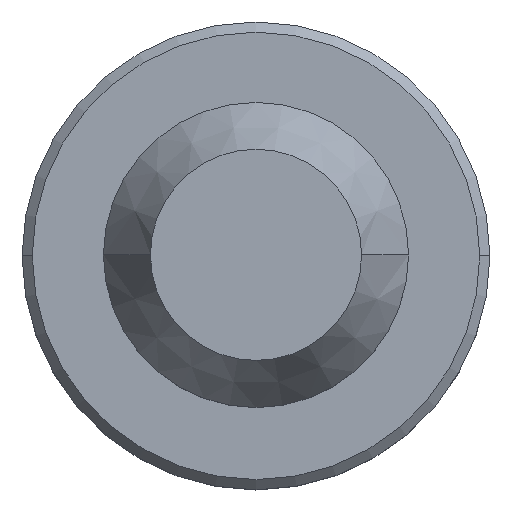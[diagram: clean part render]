
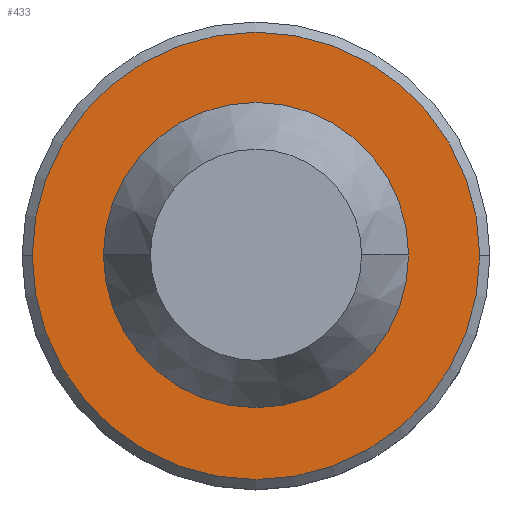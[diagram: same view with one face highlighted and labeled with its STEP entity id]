
A CAD part, top view. The second image highlights one B-rep face of the part: STEP entity #433.
In plain terms, the highlighted planar face has unit normal (0, 0, 1).
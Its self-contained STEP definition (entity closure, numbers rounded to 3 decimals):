
#36 = DIRECTION ( 'NONE',  ( 0., 0., 1. ) ) ;
#46 = EDGE_CURVE ( 'NONE', #461, #611, #493, .T. ) ;
#132 = CARTESIAN_POINT ( 'NONE',  ( 0., 0., -29. ) ) ;
#156 = FACE_OUTER_BOUND ( 'NONE', #710, .T. ) ;
#164 = FACE_BOUND ( 'NONE', #813, .T. ) ;
#178 = CIRCLE ( 'NONE', #640, 6. ) ;
#202 = CIRCLE ( 'NONE', #617, 11. ) ;
#217 = CARTESIAN_POINT ( 'NONE',  ( -11., 0., -29. ) ) ;
#228 = DIRECTION ( 'NONE',  ( 0., 0., 1. ) ) ;
#251 = AXIS2_PLACEMENT_3D ( 'NONE', #276, #36, #744 ) ;
#276 = CARTESIAN_POINT ( 'NONE',  ( 0., 0., -29. ) ) ;
#289 = DIRECTION ( 'NONE',  ( 0., 0., 1. ) ) ;
#297 = ORIENTED_EDGE ( 'NONE', *, *, #46, .T. ) ;
#328 = EDGE_CURVE ( 'NONE', #435, #812, #178, .T. ) ;
#334 = CARTESIAN_POINT ( 'NONE',  ( 11., 0., -29. ) ) ;
#344 = AXIS2_PLACEMENT_3D ( 'NONE', #896, #533, #929 ) ;
#396 = ORIENTED_EDGE ( 'NONE', *, *, #535, .T. ) ;
#413 = DIRECTION ( 'NONE',  ( 1., 0., 0. ) ) ;
#433 = ADVANCED_FACE ( 'NONE', ( #156, #164 ), #781, .T. ) ;
#435 = VERTEX_POINT ( 'NONE', #856 ) ;
#445 = CARTESIAN_POINT ( 'NONE',  ( -6., 0., -29. ) ) ;
#461 = VERTEX_POINT ( 'NONE', #334 ) ;
#471 = ORIENTED_EDGE ( 'NONE', *, *, #328, .F. ) ;
#493 = CIRCLE ( 'NONE', #792, 11. ) ;
#494 = CARTESIAN_POINT ( 'NONE',  ( 0., 0., -29. ) ) ;
#533 = DIRECTION ( 'NONE',  ( 0., 0., 1. ) ) ;
#535 = EDGE_CURVE ( 'NONE', #611, #461, #202, .T. ) ;
#609 = CARTESIAN_POINT ( 'NONE',  ( 0., 0., -29. ) ) ;
#611 = VERTEX_POINT ( 'NONE', #217 ) ;
#617 = AXIS2_PLACEMENT_3D ( 'NONE', #609, #228, #626 ) ;
#626 = DIRECTION ( 'NONE',  ( 1., 0., 0. ) ) ;
#628 = ORIENTED_EDGE ( 'NONE', *, *, #780, .F. ) ;
#634 = CIRCLE ( 'NONE', #251, 6. ) ;
#640 = AXIS2_PLACEMENT_3D ( 'NONE', #132, #709, #413 ) ;
#661 = DIRECTION ( 'NONE',  ( 1., 0., 0. ) ) ;
#709 = DIRECTION ( 'NONE',  ( 0., 0., 1. ) ) ;
#710 = EDGE_LOOP ( 'NONE', ( #396, #297 ) ) ;
#744 = DIRECTION ( 'NONE',  ( 1., 0., 0. ) ) ;
#780 = EDGE_CURVE ( 'NONE', #812, #435, #634, .T. ) ;
#781 = PLANE ( 'NONE',  #344 ) ;
#792 = AXIS2_PLACEMENT_3D ( 'NONE', #494, #289, #661 ) ;
#812 = VERTEX_POINT ( 'NONE', #445 ) ;
#813 = EDGE_LOOP ( 'NONE', ( #471, #628 ) ) ;
#856 = CARTESIAN_POINT ( 'NONE',  ( 6., 0., -29. ) ) ;
#896 = CARTESIAN_POINT ( 'NONE',  ( 0., 0., -29. ) ) ;
#929 = DIRECTION ( 'NONE',  ( 1., 0., 0. ) ) ;
